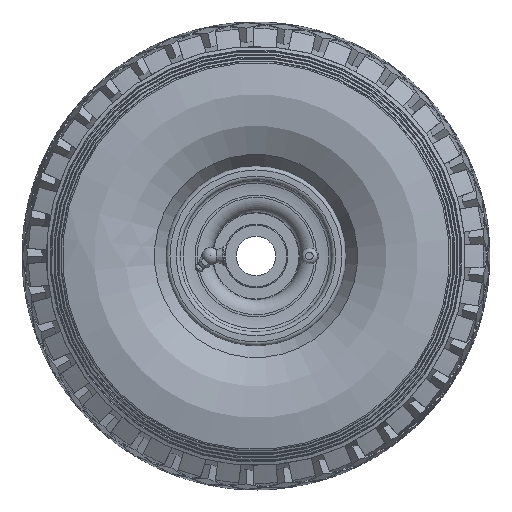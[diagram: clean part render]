
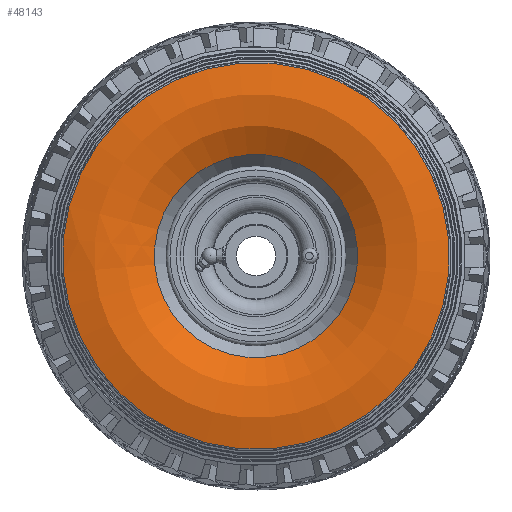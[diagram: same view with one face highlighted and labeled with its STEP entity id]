
A CAD part, front view. The second image highlights one B-rep face of the part: STEP entity #48143.
In plain terms, the highlighted toroidal (fillet/blend) face has major radius 102.061 mm and minor radius 61.67 mm.
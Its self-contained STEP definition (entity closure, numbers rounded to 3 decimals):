
#5082=CIRCLE('',#52404,65.125);
#5083=CIRCLE('',#52406,124.);
#5084=CIRCLE('',#52407,61.67);
#5199=TOROIDAL_SURFACE('',#52405,102.061,61.67);
#8003=FACE_OUTER_BOUND('',#11264,.T.);
#11264=EDGE_LOOP('',(#44928,#44929,#44930,#44931));
#23570=VERTEX_POINT('',#95622);
#23571=VERTEX_POINT('',#95626);
#30727=EDGE_CURVE('',#23570,#23570,#5082,.T.);
#30728=EDGE_CURVE('',#23571,#23571,#5083,.T.);
#30729=EDGE_CURVE('',#23571,#23570,#5084,.T.);
#44928=ORIENTED_EDGE('',*,*,#30728,.F.);
#44929=ORIENTED_EDGE('',*,*,#30729,.T.);
#44930=ORIENTED_EDGE('',*,*,#30727,.T.);
#44931=ORIENTED_EDGE('',*,*,#30729,.F.);
#48143=ADVANCED_FACE('',(#8003),#5199,.T.);
#52404=AXIS2_PLACEMENT_3D('',#95624,#62912,#62913);
#52405=AXIS2_PLACEMENT_3D('',#95625,#62914,#62915);
#52406=AXIS2_PLACEMENT_3D('',#95627,#62916,#62917);
#52407=AXIS2_PLACEMENT_3D('',#95628,#62918,#62919);
#62912=DIRECTION('center_axis',(0.,1.,0.));
#62913=DIRECTION('ref_axis',(0.996,0.,-0.089));
#62914=DIRECTION('center_axis',(0.,1.,0.));
#62915=DIRECTION('ref_axis',(0.089,0.,0.996));
#62916=DIRECTION('center_axis',(0.,1.,0.));
#62917=DIRECTION('ref_axis',(0.996,0.,-0.089));
#62918=DIRECTION('center_axis',(-0.996,0.,0.089));
#62919=DIRECTION('ref_axis',(-0.089,0.,-0.996));
#95622=CARTESIAN_POINT('',(-5.778,-37.75,-64.868));
#95624=CARTESIAN_POINT('Origin',(0.,-37.75,0.));
#95625=CARTESIAN_POINT('Origin',(0.,11.635,0.));
#95626=CARTESIAN_POINT('',(-11.001,-46.,-123.511));
#95627=CARTESIAN_POINT('Origin',(0.,-46.,0.));
#95628=CARTESIAN_POINT('Origin',(-9.055,11.635,-101.658));
